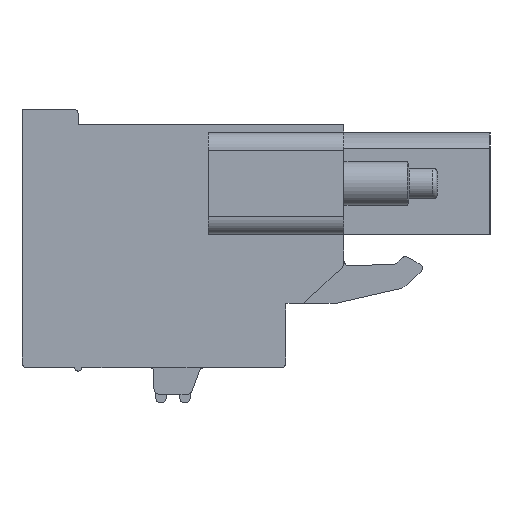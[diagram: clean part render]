
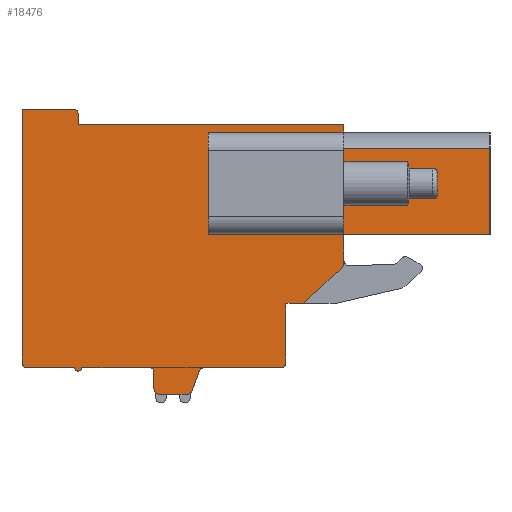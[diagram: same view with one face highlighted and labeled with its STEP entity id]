
A CAD part, left-side view. The second image highlights one B-rep face of the part: STEP entity #18476.
In plain terms, the highlighted planar face has unit normal (-1, 0, 0).
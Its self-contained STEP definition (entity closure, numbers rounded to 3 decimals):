
#1=DIRECTION('',(0.,0.,-1.));
#2=VECTOR('',#1,1.325);
#3=CARTESIAN_POINT('',(0.,-5.66,6.96));
#4=LINE('',#3,#2);
#5=DIRECTION('',(0.,1.,0.));
#6=VECTOR('',#5,8.3);
#7=CARTESIAN_POINT('',(0.,-13.96,5.635));
#8=LINE('',#7,#6);
#9=DIRECTION('',(0.,1.,0.));
#10=VECTOR('',#9,8.3);
#11=CARTESIAN_POINT('',(0.,-13.96,0.73));
#12=LINE('',#11,#10);
#13=DIRECTION('',(0.,0.,-1.));
#14=VECTOR('',#13,1.64);
#15=CARTESIAN_POINT('',(0.,-5.66,0.73));
#16=LINE('',#15,#14);
#17=CARTESIAN_POINT('',(0.,-5.36,-0.91));
#18=DIRECTION('',(1.,0.,0.));
#19=DIRECTION('',(0.,-1.,0.));
#20=AXIS2_PLACEMENT_3D('',#17,#18,#19);
#22=DIRECTION('',(0.,0.731,-0.683));
#23=VECTOR('',#22,3.018);
#24=CARTESIAN_POINT('',(0.,-5.565,-1.129));
#25=LINE('',#24,#23);
#26=DIRECTION('',(0.,1.,0.));
#27=VECTOR('',#26,1.);
#28=CARTESIAN_POINT('',(0.,-3.36,-3.19));
#29=LINE('',#28,#27);
#30=DIRECTION('',(0.,0.,-1.));
#31=VECTOR('',#30,0.5);
#32=CARTESIAN_POINT('',(0.,-2.36,-3.19));
#33=LINE('',#32,#31);
#34=DIRECTION('',(0.,0.,-1.));
#35=VECTOR('',#34,2.35);
#36=CARTESIAN_POINT('',(0.,-2.36,-3.69));
#37=LINE('',#36,#35);
#38=DIRECTION('',(0.,0.,-1.));
#39=VECTOR('',#38,0.5);
#40=CARTESIAN_POINT('',(0.,-2.36,-6.04));
#41=LINE('',#40,#39);
#42=CARTESIAN_POINT('',(0.,-2.06,-6.54));
#43=DIRECTION('',(1.,0.,0.));
#44=DIRECTION('',(0.,-1.,0.));
#45=AXIS2_PLACEMENT_3D('',#42,#43,#44);
#47=DIRECTION('',(0.,1.,0.));
#48=VECTOR('',#47,4.34);
#49=CARTESIAN_POINT('',(0.,-2.06,-6.84));
#50=LINE('',#49,#48);
#51=CARTESIAN_POINT('',(0.,2.28,-7.14));
#52=DIRECTION('',(-1.,0.,0.));
#53=DIRECTION('',(0.,0.,1.));
#54=AXIS2_PLACEMENT_3D('',#51,#52,#53);
#56=DIRECTION('',(0.,0.345,-0.939));
#57=VECTOR('',#56,1.179);
#58=CARTESIAN_POINT('',(0.,2.562,-7.037));
#59=LINE('',#58,#57);
#60=CARTESIAN_POINT('',(0.,3.25,-8.04));
#61=DIRECTION('',(1.,0.,0.));
#62=DIRECTION('',(0.,-0.939,-0.345));
#63=AXIS2_PLACEMENT_3D('',#60,#61,#62);
#65=DIRECTION('',(0.,1.,0.));
#66=VECTOR('',#65,1.59);
#67=CARTESIAN_POINT('',(0.,3.25,-8.34));
#68=LINE('',#67,#66);
#69=CARTESIAN_POINT('',(0.,4.84,-8.04));
#70=DIRECTION('',(1.,0.,0.));
#71=DIRECTION('',(0.,0.,-1.));
#72=AXIS2_PLACEMENT_3D('',#69,#70,#71);
#74=DIRECTION('',(0.,0.,1.));
#75=VECTOR('',#74,1.);
#76=CARTESIAN_POINT('',(0.,5.14,-8.04));
#77=LINE('',#76,#75);
#78=CARTESIAN_POINT('',(0.,5.34,-7.04));
#79=DIRECTION('',(-1.,0.,0.));
#80=DIRECTION('',(0.,-1.,0.));
#81=AXIS2_PLACEMENT_3D('',#78,#79,#80);
#83=DIRECTION('',(0.,1.,0.));
#84=VECTOR('',#83,3.9);
#85=CARTESIAN_POINT('',(0.,5.34,-6.84));
#86=LINE('',#85,#84);
#87=CARTESIAN_POINT('',(0.,9.44,-6.84));
#88=DIRECTION('',(1.,0.,0.));
#89=DIRECTION('',(0.,-1.,0.));
#90=AXIS2_PLACEMENT_3D('',#87,#88,#89);
#92=DIRECTION('',(0.,1.,0.));
#93=VECTOR('',#92,2.7);
#94=CARTESIAN_POINT('',(0.,9.64,-6.84));
#95=LINE('',#94,#93);
#96=CARTESIAN_POINT('',(0.,12.34,-6.54));
#97=DIRECTION('',(1.,0.,0.));
#98=DIRECTION('',(0.,0.,-1.));
#99=AXIS2_PLACEMENT_3D('',#96,#97,#98);
#101=DIRECTION('',(0.,0.,1.));
#102=VECTOR('',#101,0.5);
#103=CARTESIAN_POINT('',(0.,12.64,-6.54));
#104=LINE('',#103,#102);
#105=DIRECTION('',(0.,0.,1.));
#106=VECTOR('',#105,13.9);
#107=CARTESIAN_POINT('',(0.,12.64,-6.04));
#108=LINE('',#107,#106);
#109=DIRECTION('',(0.,-1.,0.));
#110=VECTOR('',#109,2.9);
#111=CARTESIAN_POINT('',(0.,12.64,7.86));
#112=LINE('',#111,#110);
#113=CARTESIAN_POINT('',(0.,9.74,7.56));
#114=DIRECTION('',(1.,0.,0.));
#115=DIRECTION('',(0.,0.,1.));
#116=AXIS2_PLACEMENT_3D('',#113,#114,#115);
#118=DIRECTION('',(0.,0.,-1.));
#119=VECTOR('',#118,0.6);
#120=CARTESIAN_POINT('',(0.,9.44,7.56));
#121=LINE('',#120,#119);
#122=DIRECTION('',(0.,-1.,0.));
#123=VECTOR('',#122,15.1);
#124=CARTESIAN_POINT('',(0.,9.44,6.96));
#125=LINE('',#124,#123);
#126=DIRECTION('',(0.,-1.,0.));
#127=VECTOR('',#126,6.1);
#128=CARTESIAN_POINT('',(0.,2.04,0.73));
#129=LINE('',#128,#127);
#130=DIRECTION('',(0.,0.,1.));
#131=VECTOR('',#130,5.8);
#132=CARTESIAN_POINT('',(0.,-4.06,0.73));
#133=LINE('',#132,#131);
#134=DIRECTION('',(0.,1.,0.));
#135=VECTOR('',#134,6.1);
#136=CARTESIAN_POINT('',(0.,-4.06,6.53));
#137=LINE('',#136,#135);
#11357=DIRECTION('',(0.,0.,1.));
#11358=VECTOR('',#11357,4.905);
#11359=CARTESIAN_POINT('',(0.,-13.96,0.73));
#11360=LINE('',#11359,#11358);
#13754=DIRECTION('',(0.,0.,1.));
#13755=VECTOR('',#13754,5.8);
#13756=CARTESIAN_POINT('',(0.,2.04,0.73));
#13757=LINE('',#13756,#13755);
#14015=CARTESIAN_POINT('',(0.,12.34,-6.84));
#14016=CARTESIAN_POINT('',(0.,12.64,-6.54));
#14017=VERTEX_POINT('',#14015);
#14018=VERTEX_POINT('',#14016);
#14019=CARTESIAN_POINT('',(0.,12.64,-6.04));
#14020=VERTEX_POINT('',#14019);
#14021=CARTESIAN_POINT('',(0.,12.64,7.86));
#14022=VERTEX_POINT('',#14021);
#14023=CARTESIAN_POINT('',(0.,9.74,7.86));
#14024=VERTEX_POINT('',#14023);
#14025=CARTESIAN_POINT('',(0.,9.44,7.56));
#14026=VERTEX_POINT('',#14025);
#14027=CARTESIAN_POINT('',(0.,9.44,6.96));
#14028=VERTEX_POINT('',#14027);
#14029=CARTESIAN_POINT('',(0.,-5.66,6.96));
#14030=VERTEX_POINT('',#14029);
#14031=CARTESIAN_POINT('',(0.,-5.66,-0.91));
#14032=CARTESIAN_POINT('',(0.,-5.565,-1.129));
#14033=VERTEX_POINT('',#14031);
#14034=VERTEX_POINT('',#14032);
#14035=CARTESIAN_POINT('',(0.,-3.36,-3.19));
#14036=VERTEX_POINT('',#14035);
#14037=CARTESIAN_POINT('',(0.,-2.36,-3.19));
#14038=VERTEX_POINT('',#14037);
#14039=CARTESIAN_POINT('',(0.,-2.36,-3.69));
#14040=VERTEX_POINT('',#14039);
#14041=CARTESIAN_POINT('',(0.,-2.36,-6.04));
#14042=VERTEX_POINT('',#14041);
#14043=CARTESIAN_POINT('',(0.,-2.36,-6.54));
#14044=VERTEX_POINT('',#14043);
#14045=CARTESIAN_POINT('',(0.,-2.06,-6.84));
#14046=VERTEX_POINT('',#14045);
#14047=CARTESIAN_POINT('',(0.,2.28,-6.84));
#14048=VERTEX_POINT('',#14047);
#14049=CARTESIAN_POINT('',(0.,2.562,-7.037));
#14050=VERTEX_POINT('',#14049);
#14051=CARTESIAN_POINT('',(0.,2.968,-8.143));
#14052=VERTEX_POINT('',#14051);
#14053=CARTESIAN_POINT('',(0.,3.25,-8.34));
#14054=VERTEX_POINT('',#14053);
#14055=CARTESIAN_POINT('',(0.,4.84,-8.34));
#14056=VERTEX_POINT('',#14055);
#14057=CARTESIAN_POINT('',(0.,5.14,-8.04));
#14058=VERTEX_POINT('',#14057);
#14059=CARTESIAN_POINT('',(0.,5.14,-7.04));
#14060=VERTEX_POINT('',#14059);
#14061=CARTESIAN_POINT('',(0.,5.34,-6.84));
#14062=VERTEX_POINT('',#14061);
#14063=CARTESIAN_POINT('',(0.,9.24,-6.84));
#14064=VERTEX_POINT('',#14063);
#14065=CARTESIAN_POINT('',(0.,9.64,-6.84));
#14066=VERTEX_POINT('',#14065);
#14143=CARTESIAN_POINT('',(0.,-13.96,0.73));
#14144=VERTEX_POINT('',#14143);
#14145=CARTESIAN_POINT('',(0.,-5.66,0.73));
#14146=VERTEX_POINT('',#14145);
#14371=CARTESIAN_POINT('',(0.,-13.96,5.635));
#14373=VERTEX_POINT('',#14371);
#18235=CARTESIAN_POINT('',(0.,2.04,0.73));
#18236=CARTESIAN_POINT('',(0.,2.04,6.53));
#18237=VERTEX_POINT('',#18235);
#18238=VERTEX_POINT('',#18236);
#18243=CARTESIAN_POINT('',(0.,-4.06,0.73));
#18245=VERTEX_POINT('',#18243);
#18247=CARTESIAN_POINT('',(0.,-4.06,6.53));
#18249=VERTEX_POINT('',#18247);
#18251=CARTESIAN_POINT('',(0.,-5.66,5.635));
#18252=VERTEX_POINT('',#18251);
#18399=CARTESIAN_POINT('',(0.,0.,0.));
#18400=DIRECTION('',(1.,0.,0.));
#18401=DIRECTION('',(0.,-1.,0.));
#18402=AXIS2_PLACEMENT_3D('',#18399,#18400,#18401);
#18403=PLANE('',#18402);
#18405=ORIENTED_EDGE('',*,*,#18404,.T.);
#18407=ORIENTED_EDGE('',*,*,#18406,.F.);
#18409=ORIENTED_EDGE('',*,*,#18408,.F.);
#18411=ORIENTED_EDGE('',*,*,#18410,.T.);
#18413=ORIENTED_EDGE('',*,*,#18412,.T.);
#18415=ORIENTED_EDGE('',*,*,#18414,.T.);
#18417=ORIENTED_EDGE('',*,*,#18416,.T.);
#18419=ORIENTED_EDGE('',*,*,#18418,.T.);
#18421=ORIENTED_EDGE('',*,*,#18420,.T.);
#18423=ORIENTED_EDGE('',*,*,#18422,.T.);
#18425=ORIENTED_EDGE('',*,*,#18424,.T.);
#18427=ORIENTED_EDGE('',*,*,#18426,.T.);
#18429=ORIENTED_EDGE('',*,*,#18428,.T.);
#18431=ORIENTED_EDGE('',*,*,#18430,.T.);
#18433=ORIENTED_EDGE('',*,*,#18432,.T.);
#18435=ORIENTED_EDGE('',*,*,#18434,.T.);
#18437=ORIENTED_EDGE('',*,*,#18436,.T.);
#18439=ORIENTED_EDGE('',*,*,#18438,.T.);
#18441=ORIENTED_EDGE('',*,*,#18440,.T.);
#18443=ORIENTED_EDGE('',*,*,#18442,.T.);
#18445=ORIENTED_EDGE('',*,*,#18444,.T.);
#18447=ORIENTED_EDGE('',*,*,#18446,.T.);
#18449=ORIENTED_EDGE('',*,*,#18448,.T.);
#18451=ORIENTED_EDGE('',*,*,#18450,.T.);
#18453=ORIENTED_EDGE('',*,*,#18452,.T.);
#18455=ORIENTED_EDGE('',*,*,#18454,.T.);
#18457=ORIENTED_EDGE('',*,*,#18456,.T.);
#18459=ORIENTED_EDGE('',*,*,#18458,.T.);
#18461=ORIENTED_EDGE('',*,*,#18460,.T.);
#18463=ORIENTED_EDGE('',*,*,#18462,.T.);
#18464=EDGE_LOOP('',(#18405,#18407,#18409,#18411,#18413,#18415,#18417,#18419,
#18421,#18423,#18425,#18427,#18429,#18431,#18433,#18435,#18437,#18439,#18441,
#18443,#18445,#18447,#18449,#18451,#18453,#18455,#18457,#18459,#18461,#18463));
#18465=FACE_OUTER_BOUND('',#18464,.F.);
#18467=ORIENTED_EDGE('',*,*,#18466,.T.);
#18469=ORIENTED_EDGE('',*,*,#18468,.T.);
#18471=ORIENTED_EDGE('',*,*,#18470,.T.);
#18473=ORIENTED_EDGE('',*,*,#18472,.F.);
#18474=EDGE_LOOP('',(#18467,#18469,#18471,#18473));
#18475=FACE_BOUND('',#18474,.F.);
#18476=ADVANCED_FACE('',(#18465,#18475),#18403,.F.);
#21=CIRCLE('',#20,0.3);
#46=CIRCLE('',#45,0.3);
#55=CIRCLE('',#54,0.3);
#64=CIRCLE('',#63,0.3);
#73=CIRCLE('',#72,0.3);
#82=CIRCLE('',#81,0.2);
#91=CIRCLE('',#90,0.2);
#100=CIRCLE('',#99,0.3);
#117=CIRCLE('',#116,0.3);
#18404=EDGE_CURVE('',#14030,#18252,#4,.T.);
#18406=EDGE_CURVE('',#14373,#18252,#8,.T.);
#18408=EDGE_CURVE('',#14144,#14373,#11360,.T.);
#18410=EDGE_CURVE('',#14144,#14146,#12,.T.);
#18412=EDGE_CURVE('',#14146,#14033,#16,.T.);
#18414=EDGE_CURVE('',#14033,#14034,#21,.T.);
#18416=EDGE_CURVE('',#14034,#14036,#25,.T.);
#18418=EDGE_CURVE('',#14036,#14038,#29,.T.);
#18420=EDGE_CURVE('',#14038,#14040,#33,.T.);
#18422=EDGE_CURVE('',#14040,#14042,#37,.T.);
#18424=EDGE_CURVE('',#14042,#14044,#41,.T.);
#18426=EDGE_CURVE('',#14044,#14046,#46,.T.);
#18428=EDGE_CURVE('',#14046,#14048,#50,.T.);
#18430=EDGE_CURVE('',#14048,#14050,#55,.T.);
#18432=EDGE_CURVE('',#14050,#14052,#59,.T.);
#18434=EDGE_CURVE('',#14052,#14054,#64,.T.);
#18436=EDGE_CURVE('',#14054,#14056,#68,.T.);
#18438=EDGE_CURVE('',#14056,#14058,#73,.T.);
#18440=EDGE_CURVE('',#14058,#14060,#77,.T.);
#18442=EDGE_CURVE('',#14060,#14062,#82,.T.);
#18444=EDGE_CURVE('',#14062,#14064,#86,.T.);
#18446=EDGE_CURVE('',#14064,#14066,#91,.T.);
#18448=EDGE_CURVE('',#14066,#14017,#95,.T.);
#18450=EDGE_CURVE('',#14017,#14018,#100,.T.);
#18452=EDGE_CURVE('',#14018,#14020,#104,.T.);
#18454=EDGE_CURVE('',#14020,#14022,#108,.T.);
#18456=EDGE_CURVE('',#14022,#14024,#112,.T.);
#18458=EDGE_CURVE('',#14024,#14026,#117,.T.);
#18460=EDGE_CURVE('',#14026,#14028,#121,.T.);
#18462=EDGE_CURVE('',#14028,#14030,#125,.T.);
#18466=EDGE_CURVE('',#18237,#18245,#129,.T.);
#18468=EDGE_CURVE('',#18245,#18249,#133,.T.);
#18470=EDGE_CURVE('',#18249,#18238,#137,.T.);
#18472=EDGE_CURVE('',#18237,#18238,#13757,.T.);
